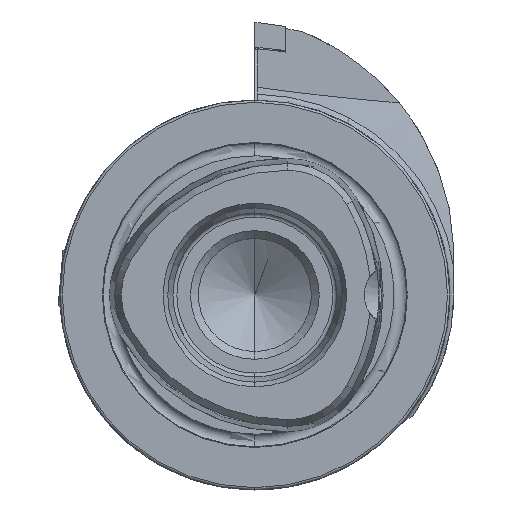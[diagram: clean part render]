
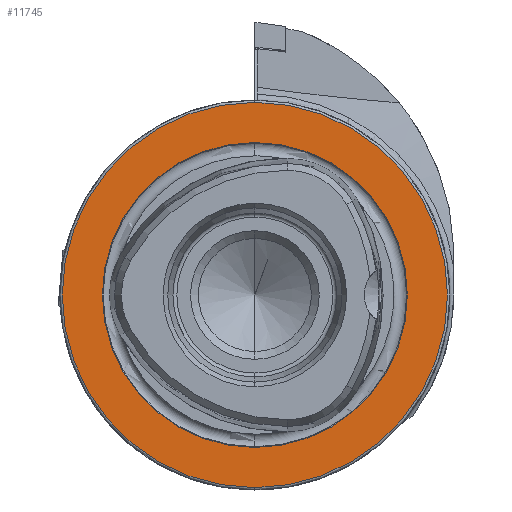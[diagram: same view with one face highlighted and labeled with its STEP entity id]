
A CAD part, left-side view. The second image highlights one B-rep face of the part: STEP entity #11745.
In plain terms, the highlighted planar face has unit normal (-1, 0, 0).
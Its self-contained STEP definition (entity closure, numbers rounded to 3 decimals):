
#347 = CARTESIAN_POINT ( 'NONE',  ( 0., 0., -24.7 ) ) ;
#1638 = DIRECTION ( 'NONE',  ( 0., 0., 1. ) ) ;
#1694 = EDGE_LOOP ( 'NONE', ( #8958, #7550 ) ) ;
#1739 = VERTEX_POINT ( 'NONE', #347 ) ;
#2210 = PLANE ( 'NONE',  #2655 ) ;
#2655 = AXIS2_PLACEMENT_3D ( 'NONE', #3228, #10079, #12004 ) ;
#2873 = CARTESIAN_POINT ( 'NONE',  ( 0., 0., -19.55 ) ) ;
#2986 = DIRECTION ( 'NONE',  ( -1., 0., 0. ) ) ;
#3103 = CARTESIAN_POINT ( 'NONE',  ( 0., 0., 24.7 ) ) ;
#3156 = ORIENTED_EDGE ( 'NONE', *, *, #8989, .F. ) ;
#3188 = CIRCLE ( 'NONE', #10831, 24.7 ) ;
#3192 = CARTESIAN_POINT ( 'NONE',  ( 0., 0., 0. ) ) ;
#3228 = CARTESIAN_POINT ( 'NONE',  ( 0., 19.55, 0. ) ) ;
#3483 = VERTEX_POINT ( 'NONE', #3103 ) ;
#3723 = AXIS2_PLACEMENT_3D ( 'NONE', #7740, #4834, #9737 ) ;
#3931 = FACE_BOUND ( 'NONE', #10999, .T. ) ;
#4150 = CIRCLE ( 'NONE', #3723, 24.7 ) ;
#4172 = EDGE_CURVE ( 'NONE', #3483, #1739, #4150, .T. ) ;
#4339 = CIRCLE ( 'NONE', #6136, 19.55 ) ;
#4834 = DIRECTION ( 'NONE',  ( -1., 0., 0. ) ) ;
#4878 = DIRECTION ( 'NONE',  ( 0., 0., 1. ) ) ;
#5904 = CARTESIAN_POINT ( 'NONE',  ( 0., 0., 0. ) ) ;
#5981 = VERTEX_POINT ( 'NONE', #2873 ) ;
#6136 = AXIS2_PLACEMENT_3D ( 'NONE', #7417, #8432, #1638 ) ;
#6758 = AXIS2_PLACEMENT_3D ( 'NONE', #3192, #7109, #8154 ) ;
#7109 = DIRECTION ( 'NONE',  ( -1., 0., 0. ) ) ;
#7417 = CARTESIAN_POINT ( 'NONE',  ( 0., 0., 0. ) ) ;
#7436 = EDGE_CURVE ( 'NONE', #1739, #3483, #3188, .T. ) ;
#7550 = ORIENTED_EDGE ( 'NONE', *, *, #7436, .T. ) ;
#7595 = EDGE_CURVE ( 'NONE', #5981, #10373, #11214, .T. ) ;
#7740 = CARTESIAN_POINT ( 'NONE',  ( 0., 0., 0. ) ) ;
#8154 = DIRECTION ( 'NONE',  ( 0., 0., 1. ) ) ;
#8432 = DIRECTION ( 'NONE',  ( -1., 0., 0. ) ) ;
#8958 = ORIENTED_EDGE ( 'NONE', *, *, #4172, .T. ) ;
#8989 = EDGE_CURVE ( 'NONE', #10373, #5981, #4339, .T. ) ;
#9300 = CARTESIAN_POINT ( 'NONE',  ( 0., 0., 19.55 ) ) ;
#9737 = DIRECTION ( 'NONE',  ( 0., 0., 1. ) ) ;
#10079 = DIRECTION ( 'NONE',  ( 1., 0., 0. ) ) ;
#10139 = FACE_OUTER_BOUND ( 'NONE', #1694, .T. ) ;
#10369 = ORIENTED_EDGE ( 'NONE', *, *, #7595, .F. ) ;
#10373 = VERTEX_POINT ( 'NONE', #9300 ) ;
#10831 = AXIS2_PLACEMENT_3D ( 'NONE', #5904, #2986, #4878 ) ;
#10999 = EDGE_LOOP ( 'NONE', ( #3156, #10369 ) ) ;
#11214 = CIRCLE ( 'NONE', #6758, 19.55 ) ;
#11745 = ADVANCED_FACE ( 'NONE', ( #3931, #10139 ), #2210, .F. ) ;
#12004 = DIRECTION ( 'NONE',  ( 0., 0., -1. ) ) ;
